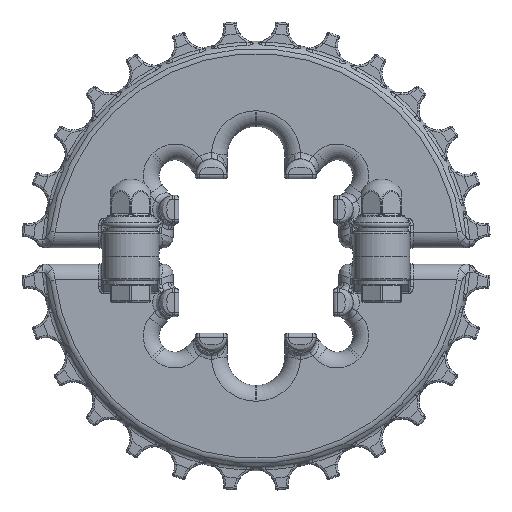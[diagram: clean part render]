
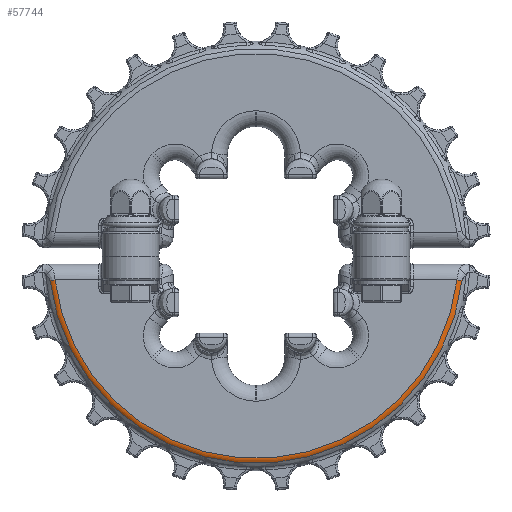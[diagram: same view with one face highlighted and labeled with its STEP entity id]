
A CAD part, front view. The second image highlights one B-rep face of the part: STEP entity #57744.
In plain terms, the highlighted toroidal (fillet/blend) face has major radius 50.031 mm and minor radius 2 mm.
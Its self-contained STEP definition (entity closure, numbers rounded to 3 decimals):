
#292=CARTESIAN_POINT('',(0.,-4.75,0.));
#293=DIRECTION('',(0.,1.,0.));
#294=DIRECTION('',(0.993,0.,-0.118));
#295=AXIS2_PLACEMENT_3D('',#292,#293,#294);
#14953=CARTESIAN_POINT('',(-49.681,-2.75,-5.9));
#14954=DIRECTION('',(-0.118,0.,0.993));
#14955=DIRECTION('',(-0.627,-0.776,-0.074));
#14956=AXIS2_PLACEMENT_3D('',#14953,#14954,#14955);
#14961=CARTESIAN_POINT('',(0.,-4.301,0.));
#14962=DIRECTION('',(0.,1.,0.));
#14963=DIRECTION('',(0.993,0.,-0.118));
#14964=AXIS2_PLACEMENT_3D('',#14961,#14962,#14963);
#16253=CARTESIAN_POINT('',(49.681,-2.75,-5.9));
#16254=DIRECTION('',(-0.118,0.,-0.993));
#16255=DIRECTION('',(0.627,-0.776,-0.074));
#16256=AXIS2_PLACEMENT_3D('',#16253,#16254,#16255);
#30606=CARTESIAN_POINT('',(50.935,-4.301,
-6.049));
#30607=CARTESIAN_POINT('',(-50.935,-4.301,
-6.049));
#30608=VERTEX_POINT('',#30606);
#30609=VERTEX_POINT('',#30607);
#30610=CARTESIAN_POINT('',(49.681,-4.75,-5.9));
#30611=CARTESIAN_POINT('',(-49.681,-4.75,-5.9));
#30612=VERTEX_POINT('',#30610);
#30613=VERTEX_POINT('',#30611);
#57732=CARTESIAN_POINT('',(0.,-2.75,0.));
#57733=DIRECTION('',(0.,-1.,0.));
#57734=DIRECTION('',(0.993,0.,-0.117));
#57735=AXIS2_PLACEMENT_3D('',#57732,#57733,#57734);
#57736=TOROIDAL_SURFACE('',#57735,50.03,2.);
#57737=ORIENTED_EDGE('',*,*,#57559,.T.);
#57738=ORIENTED_EDGE('',*,*,#57542,.T.);
#57739=ORIENTED_EDGE('',*,*,#32686,.F.);
#57741=ORIENTED_EDGE('',*,*,#57740,.F.);
#57742=EDGE_LOOP('',(#57737,#57738,#57739,#57741));
#57743=FACE_OUTER_BOUND('',#57742,.F.);
#296=CIRCLE('',#295,50.03);
#14957=CIRCLE('',#14956,2.);
#14965=CIRCLE('',#14964,51.293);
#16257=CIRCLE('',#16256,2.);
#32686=EDGE_CURVE('',#30612,#30613,#296,.T.);
#57542=EDGE_CURVE('',#30609,#30613,#14957,.T.);
#57559=EDGE_CURVE('',#30608,#30609,#14965,.T.);
#57740=EDGE_CURVE('',#30608,#30612,#16257,.T.);
#57744=ADVANCED_FACE('',(#57743),#57736,.T.);
